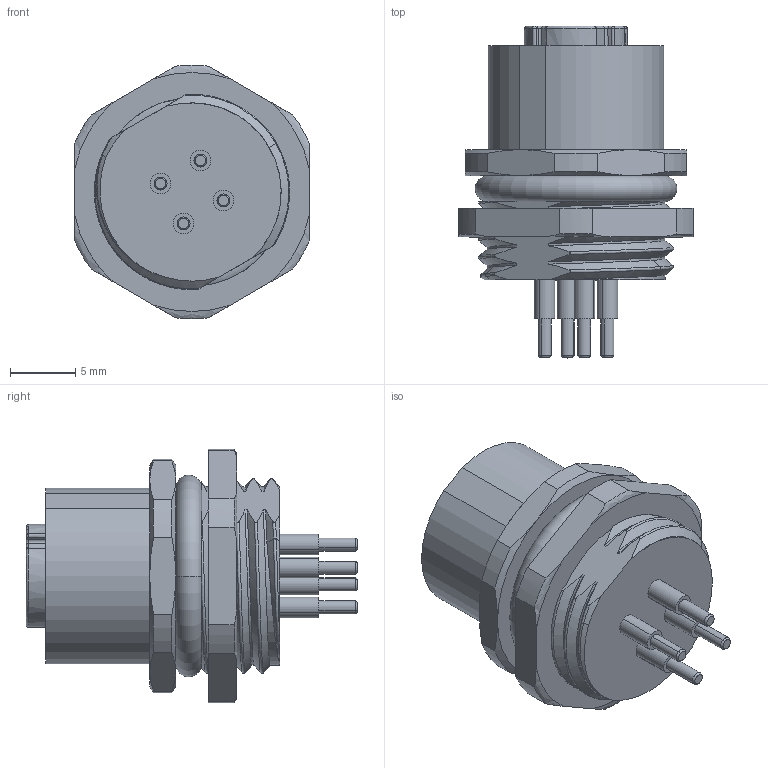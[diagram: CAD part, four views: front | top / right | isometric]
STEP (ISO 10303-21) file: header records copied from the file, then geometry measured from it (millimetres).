
FILE_DESCRIPTION((''),'2;1');
FILE_NAME('1','2017-09-22T',('ch.chen'),(''),'PRO/ENGINEER BY PARAMETRIC TECHNOLOGY CORPORATION, 2012480','PRO/ENGINEER BY PARAMETRIC TECHNOLOGY CORPORATION, 2012480','');
FILE_SCHEMA(('AUTOMOTIVE_DESIGN { 1 0 10303 214 1 1 1 1 }'));
Length unit declared in the file: millimetre
Products named in the file (1): 1
Bounding box: 18 x 25.5 x 19.5 mm (x, y, z)
Volume: 2823.6 mm3; surface area: 3074.2 mm2
Topology: 1 solids, 1 shells, 418 faces, 1140 edges, 741 vertices
Faces by surface type: plane 120, cylinder 98, cone 87, extrusion 43, bspline 41, torus 25, sphere 4
Entity records: 16692 total; most frequent: CARTESIAN_POINT 6565, ORIENTED_EDGE 2264, DIRECTION 1862, EDGE_CURVE 1132, VERTEX_POINT 741, AXIS2_PLACEMENT_3D 713, EDGE_LOOP 451, VECTOR 436
